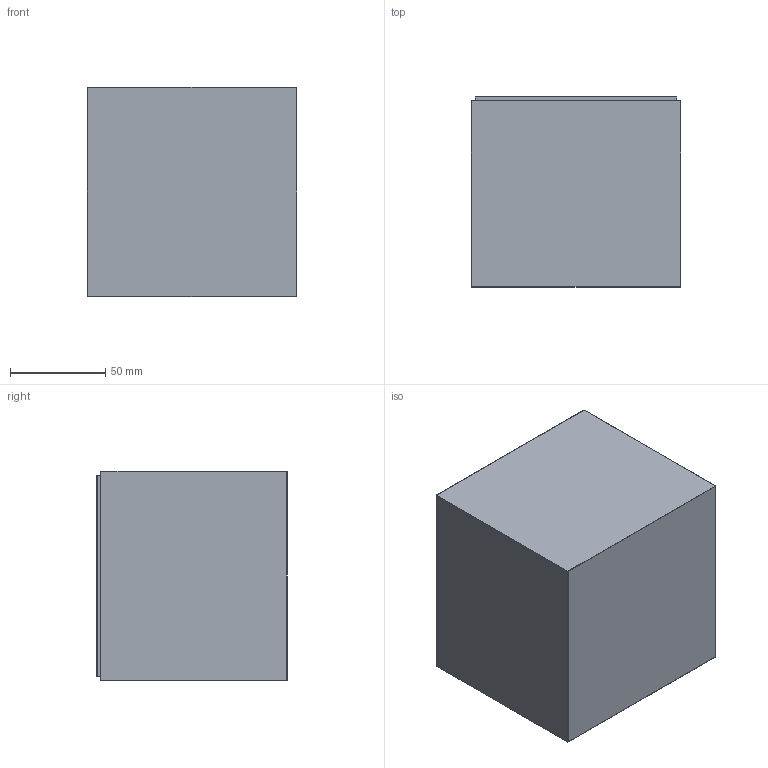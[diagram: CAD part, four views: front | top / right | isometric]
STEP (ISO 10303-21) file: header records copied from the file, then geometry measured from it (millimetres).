
FILE_DESCRIPTION(/* description */ (''),/* implementation_level */ '2;1');
FILE_NAME(/* name */ '3D 004100_AEDE W',/* time_stamp */ '2018-05-07T11:30:19+02:00',/* author */ (''),/* organization */ (''),/* preprocessor_version */ 'ST-DEVELOPER v10',/* originating_system */ '',/* authorisation */ '');
FILE_SCHEMA (('AUTOMOTIVE_DESIGN'));
Length unit declared in the file: millimetre
Products named in the file (1): 1
Bounding box: 110 x 100 x 110 mm (x, y, z)
Surface area: 73551.5 mm2 (no closed solid volume)
Topology: 0 solids, 4 shells, 63 faces, 151 edges, 86 vertices
Faces by surface type: bspline 50, plane 13
Entity records: 4410 total; most frequent: CARTESIAN_POINT 3537, ORIENTED_EDGE 266, EDGE_CURVE 147, VERTEX_POINT 85, B_SPLINE_CURVE_WITH_KNOTS 80, EDGE_LOOP 63, ADVANCED_FACE 62, FACE_OUTER_BOUND 62
